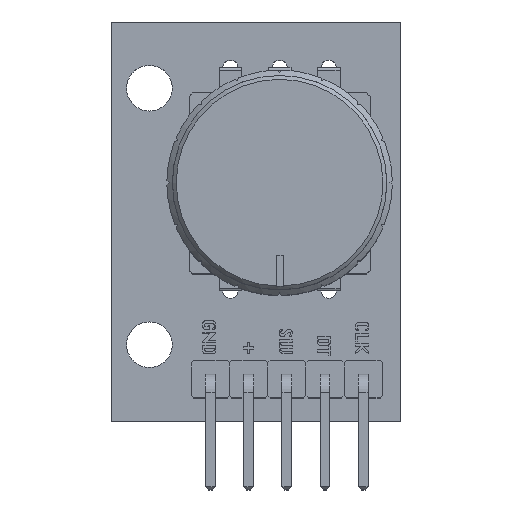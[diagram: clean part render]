
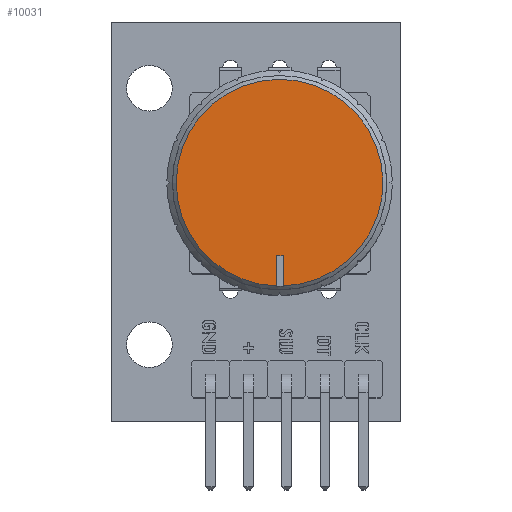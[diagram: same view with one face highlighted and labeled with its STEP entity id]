
A CAD part, top view. The second image highlights one B-rep face of the part: STEP entity #10031.
In plain terms, the highlighted planar face has unit normal (0, 0, 1).
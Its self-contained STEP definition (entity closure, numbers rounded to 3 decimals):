
#256=CIRCLE('',#10613,6.79);
#258=CIRCLE('',#10615,6.79);
#742=PLANE('',#10620);
#1272=FACE_OUTER_BOUND('',#1874,.T.);
#1874=EDGE_LOOP('',(#9134,#9135,#9136,#9137,#9138));
#2923=LINE('',#18788,#3972);
#2926=LINE('',#18794,#3975);
#2929=LINE('',#18799,#3978);
#3972=VECTOR('',#12692,10.);
#3975=VECTOR('',#12697,10.);
#3978=VECTOR('',#12702,10.);
#5054=VERTEX_POINT('',#18773);
#5057=VERTEX_POINT('',#18778);
#5058=VERTEX_POINT('',#18780);
#5060=VERTEX_POINT('',#18787);
#5062=VERTEX_POINT('',#18793);
#6428=EDGE_CURVE('',#5057,#5058,#256,.T.);
#6431=EDGE_CURVE('',#5058,#5054,#258,.T.);
#6432=EDGE_CURVE('',#5060,#5054,#2923,.T.);
#6435=EDGE_CURVE('',#5062,#5060,#2926,.T.);
#6438=EDGE_CURVE('',#5057,#5062,#2929,.T.);
#9134=ORIENTED_EDGE('',*,*,#6438,.T.);
#9135=ORIENTED_EDGE('',*,*,#6435,.T.);
#9136=ORIENTED_EDGE('',*,*,#6432,.T.);
#9137=ORIENTED_EDGE('',*,*,#6431,.F.);
#9138=ORIENTED_EDGE('',*,*,#6428,.F.);
#10031=ADVANCED_FACE('',(#1272),#742,.T.);
#10613=AXIS2_PLACEMENT_3D('',#18781,#12683,#12684);
#10615=AXIS2_PLACEMENT_3D('',#18785,#12688,#12689);
#10620=AXIS2_PLACEMENT_3D('',#18802,#12706,#12707);
#12683=DIRECTION('center_axis',(0.,0.,-1.));
#12684=DIRECTION('ref_axis',(1.,0.,0.));
#12688=DIRECTION('center_axis',(0.,0.,-1.));
#12689=DIRECTION('ref_axis',(1.,0.,0.));
#12692=DIRECTION('',(0.,-1.,0.));
#12697=DIRECTION('',(1.,0.,0.));
#12702=DIRECTION('',(0.,1.,0.));
#12706=DIRECTION('center_axis',(0.,0.,1.));
#12707=DIRECTION('ref_axis',(-1.,0.,0.));
#18773=CARTESIAN_POINT('',(1.8,-4.27,30.6));
#18778=CARTESIAN_POINT('',(1.35,-4.272,30.6));
#18780=CARTESIAN_POINT('',(-5.24,2.515,30.6));
#18781=CARTESIAN_POINT('Origin',(1.55,2.515,30.6));
#18785=CARTESIAN_POINT('Origin',(1.55,2.515,30.6));
#18787=CARTESIAN_POINT('',(1.8,-2.275,30.6));
#18788=CARTESIAN_POINT('',(1.8,0.12,30.6));
#18793=CARTESIAN_POINT('',(1.35,-2.275,30.6));
#18794=CARTESIAN_POINT('',(1.45,-2.275,30.6));
#18799=CARTESIAN_POINT('',(1.35,-0.879,30.6));
#18802=CARTESIAN_POINT('Origin',(1.55,2.515,30.6));
